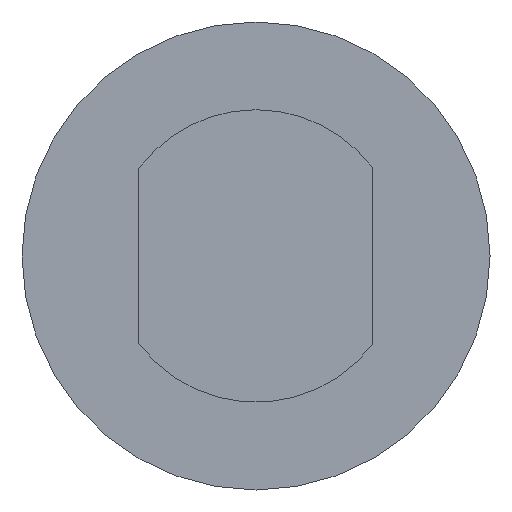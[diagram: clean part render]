
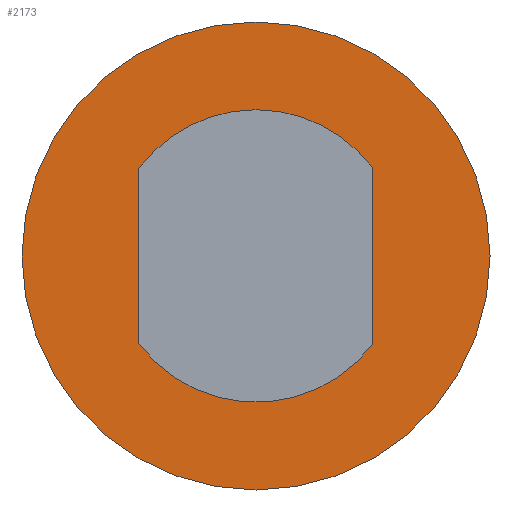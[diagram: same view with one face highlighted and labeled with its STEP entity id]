
A CAD part, front view. The second image highlights one B-rep face of the part: STEP entity #2173.
In plain terms, the highlighted planar face has unit normal (0, -1, 0).
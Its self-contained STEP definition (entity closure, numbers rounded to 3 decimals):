
#42 = DIRECTION ( 'NONE',  ( 0., 0., -1. ) ) ;
#58 = FACE_BOUND ( 'NONE', #607, .T. ) ;
#85 = EDGE_CURVE ( 'NONE', #403, #505, #531, .T. ) ;
#100 = DIRECTION ( 'NONE',  ( 0., -1., 0. ) ) ;
#115 = PLANE ( 'NONE',  #1157 ) ;
#165 = ORIENTED_EDGE ( 'NONE', *, *, #1522, .F. ) ;
#209 = DIRECTION ( 'NONE',  ( 0., -1., 0. ) ) ;
#274 = ORIENTED_EDGE ( 'NONE', *, *, #566, .F. ) ;
#285 = CARTESIAN_POINT ( 'NONE',  ( -8., -15., -6. ) ) ;
#292 = AXIS2_PLACEMENT_3D ( 'NONE', #1459, #1614, #559 ) ;
#358 = ORIENTED_EDGE ( 'NONE', *, *, #1327, .F. ) ;
#375 = DIRECTION ( 'NONE',  ( 0., 0., -1. ) ) ;
#376 = ORIENTED_EDGE ( 'NONE', *, *, #1043, .F. ) ;
#397 = CARTESIAN_POINT ( 'NONE',  ( -8., -15., 6. ) ) ;
#403 = VERTEX_POINT ( 'NONE', #734 ) ;
#427 = CARTESIAN_POINT ( 'NONE',  ( 0., -15., 0. ) ) ;
#457 = CARTESIAN_POINT ( 'NONE',  ( 8., -15., -6. ) ) ;
#496 = DIRECTION ( 'NONE',  ( 0., 0., -1. ) ) ;
#499 = CIRCLE ( 'NONE', #292, 16. ) ;
#505 = VERTEX_POINT ( 'NONE', #921 ) ;
#531 = CIRCLE ( 'NONE', #1827, 16. ) ;
#559 = DIRECTION ( 'NONE',  ( 0., 0., -1. ) ) ;
#566 = EDGE_CURVE ( 'NONE', #1195, #2259, #2108, .T. ) ;
#574 = DIRECTION ( 'NONE',  ( 0., 0., -1. ) ) ;
#578 = EDGE_LOOP ( 'NONE', ( #2294, #2134 ) ) ;
#593 = LINE ( 'NONE', #1813, #1319 ) ;
#607 = EDGE_LOOP ( 'NONE', ( #1092, #376, #358, #165, #274 ) ) ;
#734 = CARTESIAN_POINT ( 'NONE',  ( 0., -15., -16. ) ) ;
#749 = CARTESIAN_POINT ( 'NONE',  ( 0., -15., 0. ) ) ;
#759 = AXIS2_PLACEMENT_3D ( 'NONE', #427, #1303, #956 ) ;
#768 = CARTESIAN_POINT ( 'NONE',  ( -8., -15., 6. ) ) ;
#921 = CARTESIAN_POINT ( 'NONE',  ( 0., -15., 16. ) ) ;
#956 = DIRECTION ( 'NONE',  ( 0., 0., -1. ) ) ;
#992 = VERTEX_POINT ( 'NONE', #768 ) ;
#1043 = EDGE_CURVE ( 'NONE', #2244, #2157, #1602, .T. ) ;
#1064 = LINE ( 'NONE', #397, #1791 ) ;
#1070 = CARTESIAN_POINT ( 'NONE',  ( 0., -15., 0. ) ) ;
#1081 = DIRECTION ( 'NONE',  ( 0., 0., 1. ) ) ;
#1092 = ORIENTED_EDGE ( 'NONE', *, *, #1437, .F. ) ;
#1157 = AXIS2_PLACEMENT_3D ( 'NONE', #1722, #100, #496 ) ;
#1195 = VERTEX_POINT ( 'NONE', #2163 ) ;
#1284 = CIRCLE ( 'NONE', #759, 10. ) ;
#1303 = DIRECTION ( 'NONE',  ( 0., -1., 0. ) ) ;
#1319 = VECTOR ( 'NONE', #1081, 1000. ) ;
#1327 = EDGE_CURVE ( 'NONE', #992, #2244, #1064, .T. ) ;
#1358 = EDGE_CURVE ( 'NONE', #505, #403, #499, .T. ) ;
#1431 = DIRECTION ( 'NONE',  ( 0., 0., -1. ) ) ;
#1437 = EDGE_CURVE ( 'NONE', #2157, #1195, #593, .T. ) ;
#1459 = CARTESIAN_POINT ( 'NONE',  ( 0., -15., 0. ) ) ;
#1522 = EDGE_CURVE ( 'NONE', #2259, #992, #1284, .T. ) ;
#1602 = CIRCLE ( 'NONE', #1916, 10. ) ;
#1614 = DIRECTION ( 'NONE',  ( 0., -1., 0. ) ) ;
#1705 = CARTESIAN_POINT ( 'NONE',  ( 0., -15., 10. ) ) ;
#1722 = CARTESIAN_POINT ( 'NONE',  ( 0., -15., 0. ) ) ;
#1768 = DIRECTION ( 'NONE',  ( 0., -1., 0. ) ) ;
#1791 = VECTOR ( 'NONE', #574, 1000. ) ;
#1813 = CARTESIAN_POINT ( 'NONE',  ( 8., -15., 6. ) ) ;
#1827 = AXIS2_PLACEMENT_3D ( 'NONE', #1070, #1768, #1431 ) ;
#1839 = CARTESIAN_POINT ( 'NONE',  ( 0., -15., 0. ) ) ;
#1916 = AXIS2_PLACEMENT_3D ( 'NONE', #1839, #2179, #42 ) ;
#2077 = AXIS2_PLACEMENT_3D ( 'NONE', #749, #209, #375 ) ;
#2108 = CIRCLE ( 'NONE', #2077, 10. ) ;
#2134 = ORIENTED_EDGE ( 'NONE', *, *, #85, .T. ) ;
#2157 = VERTEX_POINT ( 'NONE', #457 ) ;
#2163 = CARTESIAN_POINT ( 'NONE',  ( 8., -15., 6. ) ) ;
#2173 = ADVANCED_FACE ( 'NONE', ( #2180, #58 ), #115, .T. ) ;
#2179 = DIRECTION ( 'NONE',  ( 0., -1., 0. ) ) ;
#2180 = FACE_OUTER_BOUND ( 'NONE', #578, .T. ) ;
#2244 = VERTEX_POINT ( 'NONE', #285 ) ;
#2259 = VERTEX_POINT ( 'NONE', #1705 ) ;
#2294 = ORIENTED_EDGE ( 'NONE', *, *, #1358, .T. ) ;
